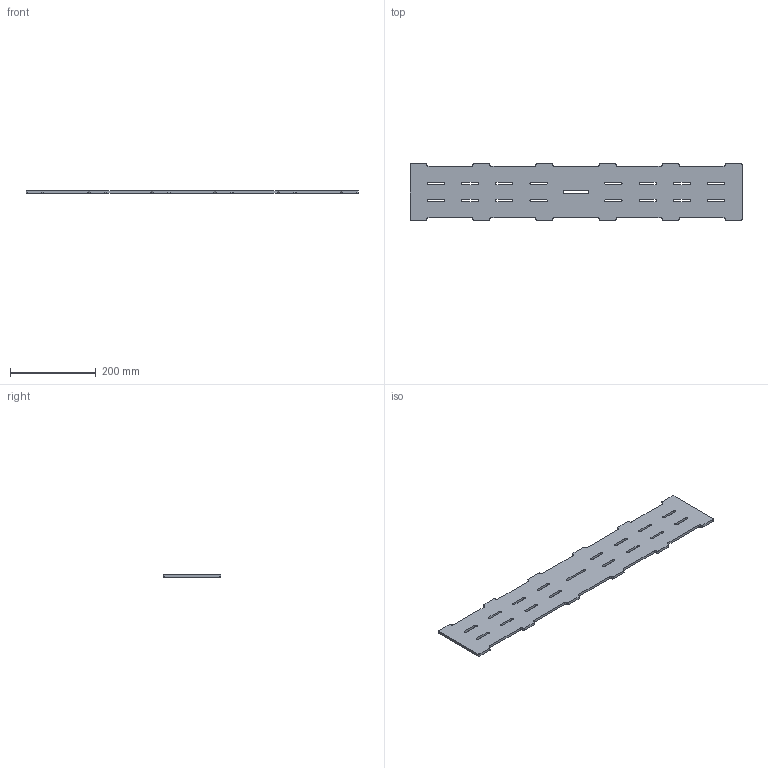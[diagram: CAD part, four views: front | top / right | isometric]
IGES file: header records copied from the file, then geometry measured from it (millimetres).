
Start section: START RECORD GO HERE.
Global section: file name: Plaque_douche.igs; native system: IBM CATIA IGES - CATIA Version 5 Release 18 ; preprocessor: CATIA Version 5 Release 18 ; author: Gaming; organization: Kevin-Fixe; date: 20230606.190321; units: millimetre
Bounding box: 775 x 134 x 6 mm (x, y, z)
Surface area: 204933.9 mm2 (no closed solid volume)
Topology: 0 solids, 0 shells, 158 faces, 936 edges, 936 vertices
Faces by surface type: plane 80, revolution 78
